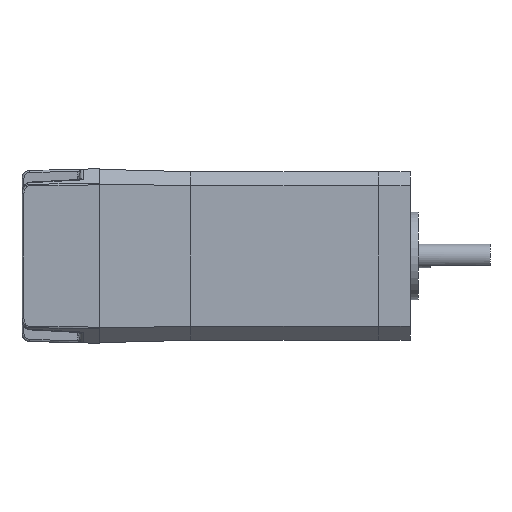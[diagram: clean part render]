
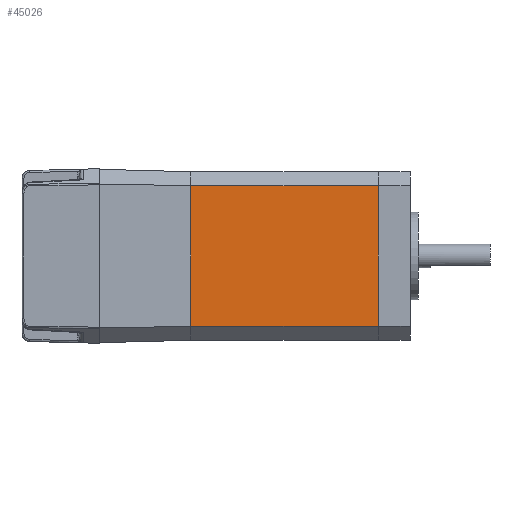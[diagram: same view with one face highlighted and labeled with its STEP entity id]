
A CAD part, left-side view. The second image highlights one B-rep face of the part: STEP entity #45026.
In plain terms, the highlighted planar face has unit normal (-1, 0, 0).
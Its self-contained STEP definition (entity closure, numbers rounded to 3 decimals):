
#635 = ORIENTED_EDGE ( 'NONE', *, *, #37599, .F. ) ;
#1709 = LINE ( 'NONE', #12289, #24631 ) ;
#3108 = CARTESIAN_POINT ( 'NONE',  ( 3.119, 26.643, -25.069 ) ) ;
#3772 = DIRECTION ( 'NONE',  ( 0., -1., 0. ) ) ;
#4904 = LINE ( 'NONE', #42882, #27808 ) ;
#6086 = EDGE_CURVE ( 'NONE', #28359, #37705, #4904, .T. ) ;
#9617 = ORIENTED_EDGE ( 'NONE', *, *, #6086, .F. ) ;
#10592 = AXIS2_PLACEMENT_3D ( 'NONE', #37982, #12111, #42362 ) ;
#12022 = CARTESIAN_POINT ( 'NONE',  ( 3.119, -20.457, -25.069 ) ) ;
#12111 = DIRECTION ( 'NONE',  ( 1., 0., 0. ) ) ;
#12289 = CARTESIAN_POINT ( 'NONE',  ( 3.119, 26.643, -25.069 ) ) ;
#13904 = CARTESIAN_POINT ( 'NONE',  ( 3.119, -20.457, 10.231 ) ) ;
#14136 = LINE ( 'NONE', #33543, #25555 ) ;
#14237 = EDGE_CURVE ( 'NONE', #28359, #32613, #1709, .T. ) ;
#14751 = VECTOR ( 'NONE', #29136, 1000. ) ;
#16089 = LINE ( 'NONE', #24991, #14751 ) ;
#17866 = ORIENTED_EDGE ( 'NONE', *, *, #14237, .T. ) ;
#19362 = EDGE_CURVE ( 'NONE', #32613, #25462, #14136, .T. ) ;
#22412 = ORIENTED_EDGE ( 'NONE', *, *, #19362, .T. ) ;
#24631 = VECTOR ( 'NONE', #3772, 1000. ) ;
#24991 = CARTESIAN_POINT ( 'NONE',  ( 3.119, 26.643, 10.231 ) ) ;
#25462 = VERTEX_POINT ( 'NONE', #13904 ) ;
#25555 = VECTOR ( 'NONE', #33352, 1000. ) ;
#27808 = VECTOR ( 'NONE', #43132, 1000. ) ;
#28359 = VERTEX_POINT ( 'NONE', #3108 ) ;
#29136 = DIRECTION ( 'NONE',  ( 0., -1., 0. ) ) ;
#32613 = VERTEX_POINT ( 'NONE', #12022 ) ;
#33352 = DIRECTION ( 'NONE',  ( 0., 0., 1. ) ) ;
#33543 = CARTESIAN_POINT ( 'NONE',  ( 3.119, -20.457, -25.069 ) ) ;
#34477 = CARTESIAN_POINT ( 'NONE',  ( 3.119, 26.643, 10.231 ) ) ;
#37599 = EDGE_CURVE ( 'NONE', #37705, #25462, #16089, .T. ) ;
#37705 = VERTEX_POINT ( 'NONE', #34477 ) ;
#37982 = CARTESIAN_POINT ( 'NONE',  ( 3.119, 26.643, -25.069 ) ) ;
#38486 = FACE_OUTER_BOUND ( 'NONE', #50327, .T. ) ;
#42362 = DIRECTION ( 'NONE',  ( 0., 0., -1. ) ) ;
#42882 = CARTESIAN_POINT ( 'NONE',  ( 3.119, 26.643, -25.069 ) ) ;
#43132 = DIRECTION ( 'NONE',  ( 0., 0., 1. ) ) ;
#45026 = ADVANCED_FACE ( 'NONE', ( #38486 ), #46527, .F. ) ;
#46527 = PLANE ( 'NONE',  #10592 ) ;
#50327 = EDGE_LOOP ( 'NONE', ( #22412, #635, #9617, #17866 ) ) ;
